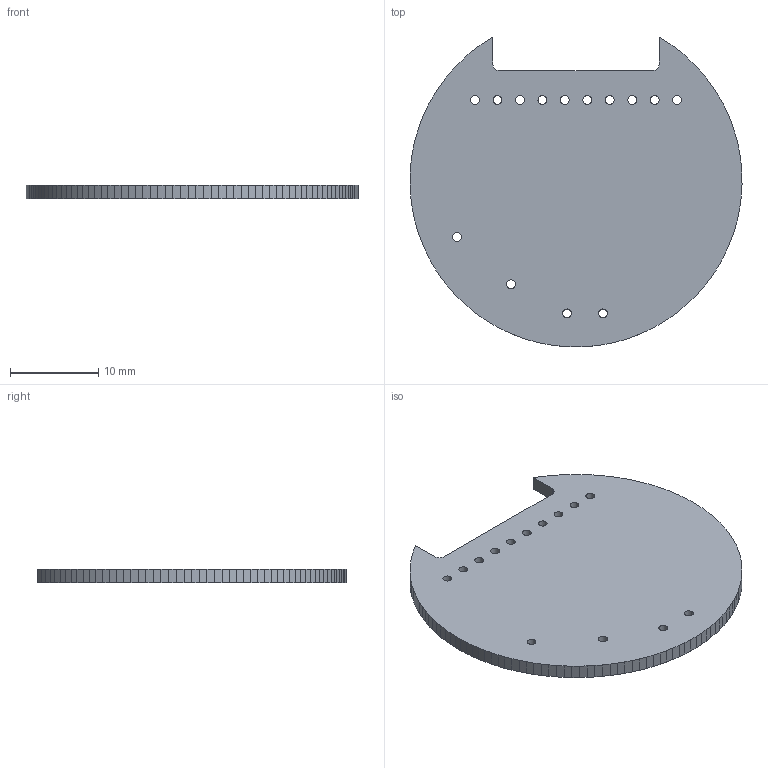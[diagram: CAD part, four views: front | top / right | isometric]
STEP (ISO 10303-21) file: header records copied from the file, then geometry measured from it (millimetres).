
FILE_DESCRIPTION(('KiCad electronic assembly'),'2;1');
FILE_NAME('Can and power.step','2024-03-28T22:21:18',('Pcbnew'),('Kicad' ),'Open CASCADE STEP processor 7.6','KiCad to STEP converter', 'Unknown');
FILE_SCHEMA(('AUTOMOTIVE_DESIGN { 1 0 10303 214 1 1 1 1 }'));
Length unit declared in the file: millimetre
Products named in the file (2): Can and power 1; PCB
Assembly tree (1 placements, depth 2):
  Can and power 1
    PCB
Bounding box: 37.55 x 35.03 x 1.58 mm (x, y, z)
Volume: 1568.8 mm3; surface area: 2251.4 mm2
Topology: 1 solids, 1 shells, 146 faces, 432 edges, 288 vertices
Faces by surface type: plane 132, cylinder 14
Full cylindrical faces by diameter (mm): 1 x14
Entity records: 10607 total; most frequent: CARTESIAN_POINT 1900, DIRECTION 1592, LINE 1240, VECTOR 1240, ORIENTED_EDGE 864, PCURVE 864, DEFINITIONAL_REPRESENTATION 864, EDGE_CURVE 432
